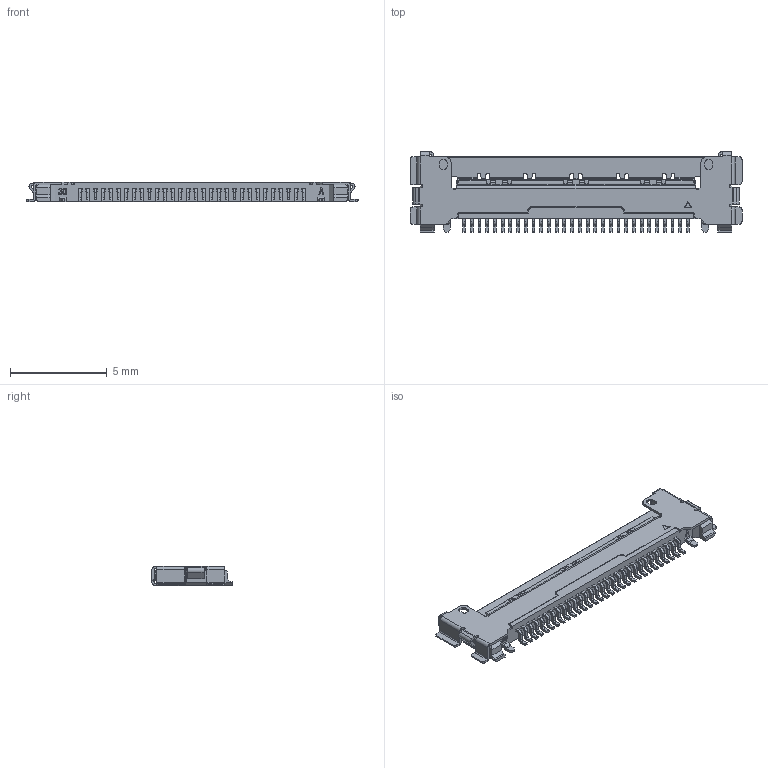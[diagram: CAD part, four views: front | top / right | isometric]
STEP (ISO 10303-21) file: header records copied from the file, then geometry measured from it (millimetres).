
FILE_DESCRIPTION (( 'STEP AP203' ), '1' );
FILE_NAME ('20525-x30E-02C RECE ASS''Y STEP R7 ALL.STEP', '2013-07-03T07:23:30', ( 'kaihatsu-3dcad-12' ), ( '' ), 'SwSTEP 2.0', 'SolidWorks 2011', '' );
FILE_SCHEMA (( 'CONFIG_CONTROL_DESIGN' ));
Products named in the file (1): 20525-x30E-02C RECE ASS''Y STEP R7 ALL
Bounding box: 17.2 x 4.15 x 1 mm (x, y, z)
Volume: 35.5 mm3; surface area: 204.6 mm2
Topology: 6 solids, 6 shells, 1264 faces, 3618 edges, 2386 vertices
Faces by surface type: plane 819, cylinder 401, bspline 40, cone 4
Entity records: 42709 total; most frequent: CARTESIAN_POINT 9380, ORIENTED_EDGE 7236, DIRECTION 6625, EDGE_CURVE 3618, VECTOR 2691, LINE 2691, VERTEX_POINT 2386, AXIS2_PLACEMENT_3D 1967
